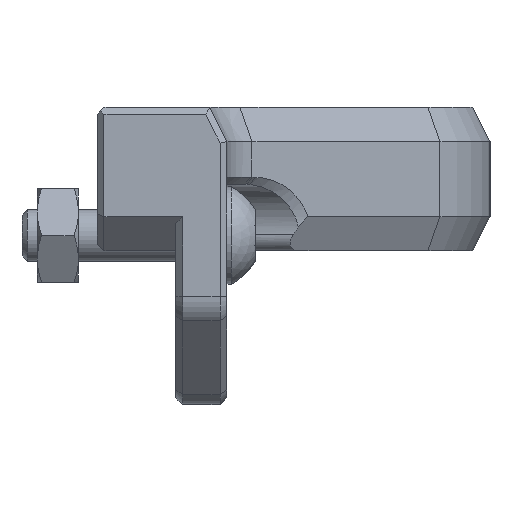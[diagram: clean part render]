
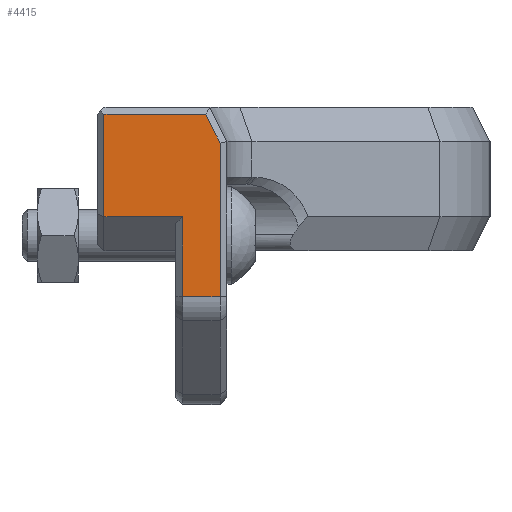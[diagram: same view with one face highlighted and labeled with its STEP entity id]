
A CAD part, left-side view. The second image highlights one B-rep face of the part: STEP entity #4415.
In plain terms, the highlighted face is planar.
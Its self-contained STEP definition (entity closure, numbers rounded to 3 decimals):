
#427=FACE_OUTER_BOUND('',#709,.T.);
#709=EDGE_LOOP('',(#3716,#3717,#3718,#3719,#3720,#3721,#3722));
#1097=LINE('',#7259,#1517);
#1100=LINE('',#7265,#1520);
#1102=LINE('',#7268,#1522);
#1126=LINE('',#7327,#1546);
#1139=LINE('',#7351,#1559);
#1150=LINE('',#7379,#1570);
#1151=LINE('',#7381,#1571);
#1517=VECTOR('',#5847,10.);
#1520=VECTOR('',#5852,10.);
#1522=VECTOR('',#5856,10.);
#1546=VECTOR('',#5908,10.);
#1559=VECTOR('',#5943,10.);
#1570=VECTOR('',#5972,10.);
#1571=VECTOR('',#5975,10.);
#2080=VERTEX_POINT('',#7250);
#2082=VERTEX_POINT('',#7256);
#2083=VERTEX_POINT('',#7258);
#2084=VERTEX_POINT('',#7262);
#2105=VERTEX_POINT('',#7323);
#2106=VERTEX_POINT('',#7325);
#2114=VERTEX_POINT('',#7377);
#2608=EDGE_CURVE('',#2082,#2083,#1097,.T.);
#2611=EDGE_CURVE('',#2084,#2082,#1100,.T.);
#2613=EDGE_CURVE('',#2083,#2080,#1102,.T.);
#2643=EDGE_CURVE('',#2106,#2105,#1126,.T.);
#2656=EDGE_CURVE('',#2105,#2084,#1139,.T.);
#2670=EDGE_CURVE('',#2080,#2114,#1150,.T.);
#2671=EDGE_CURVE('',#2114,#2106,#1151,.T.);
#3716=ORIENTED_EDGE('',*,*,#2643,.F.);
#3717=ORIENTED_EDGE('',*,*,#2671,.F.);
#3718=ORIENTED_EDGE('',*,*,#2670,.F.);
#3719=ORIENTED_EDGE('',*,*,#2613,.F.);
#3720=ORIENTED_EDGE('',*,*,#2608,.F.);
#3721=ORIENTED_EDGE('',*,*,#2611,.F.);
#3722=ORIENTED_EDGE('',*,*,#2656,.F.);
#4186=PLANE('',#4856);
#4415=ADVANCED_FACE('',(#427),#4186,.T.);
#4856=AXIS2_PLACEMENT_3D('',#7380,#5973,#5974);
#5847=DIRECTION('',(-0.894,-0.447,0.));
#5852=DIRECTION('',(0.,-1.,0.));
#5856=DIRECTION('',(-1.,0.,0.));
#5908=DIRECTION('',(0.,1.,0.));
#5943=DIRECTION('',(1.,0.,0.));
#5972=DIRECTION('',(0.,1.,0.));
#5973=DIRECTION('center_axis',(0.,0.,
1.));
#5974=DIRECTION('ref_axis',(-1.,0.,0.));
#5975=DIRECTION('',(1.,0.,0.));
#7250=CARTESIAN_POINT('',(-1.072,-7.2,107.013));
#7256=CARTESIAN_POINT('',(9.6,-6.353,107.013));
#7258=CARTESIAN_POINT('',(7.906,-7.2,107.013));
#7259=CARTESIAN_POINT('',(6.141,-8.082,107.013));
#7262=CARTESIAN_POINT('',(9.6,-0.4,107.013));
#7265=CARTESIAN_POINT('',(9.6,-12.5,107.013));
#7268=CARTESIAN_POINT('',(3.3,-7.2,107.013));
#7323=CARTESIAN_POINT('',(3.6,-0.4,107.013));
#7325=CARTESIAN_POINT('',(3.6,-5.,107.013));
#7327=CARTESIAN_POINT('',(3.6,-12.5,107.013));
#7351=CARTESIAN_POINT('',(2.5,-0.4,107.013));
#7377=CARTESIAN_POINT('',(-1.072,-5.,107.013));
#7379=CARTESIAN_POINT('',(-1.072,-12.5,107.013));
#7380=CARTESIAN_POINT('Origin',(5.,-12.5,107.013));
#7381=CARTESIAN_POINT('',(3.3,-5.,107.013));
